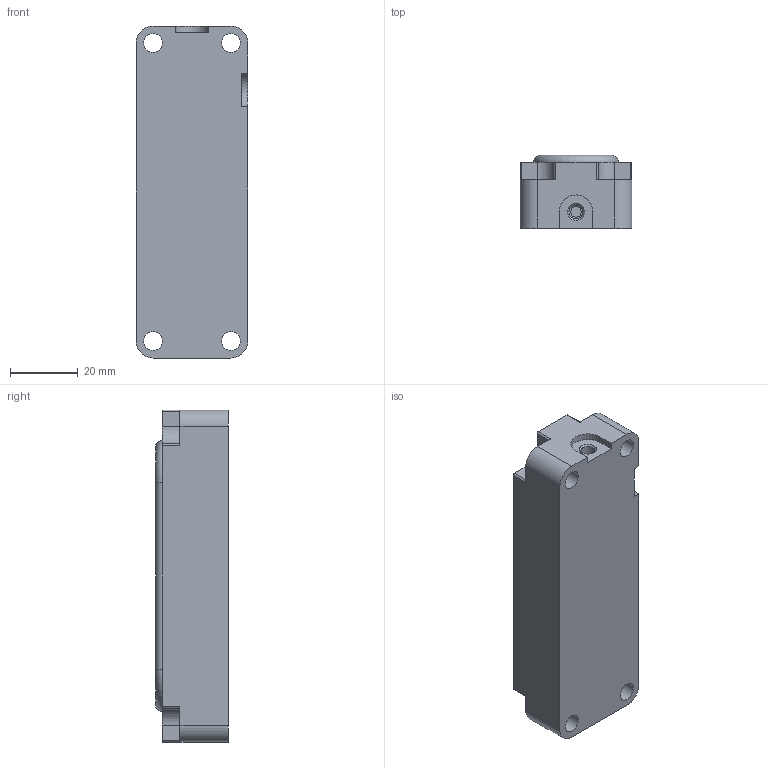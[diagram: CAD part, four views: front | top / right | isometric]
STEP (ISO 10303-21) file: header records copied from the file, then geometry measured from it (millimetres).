
FILE_DESCRIPTION(/* description */ ('STEP AP214'),/* implementation_level */ '2;1');
FILE_NAME(/* name */ '13291_EV-20_75-5',/* time_stamp */ '2024-08-23T16:35:08+02:00',/* author */ ('License CC BY-ND 4.0'),/* organization */ ('CADENAS'),/* preprocessor_version */ 'ST-DEVELOPER v19.3',/* originating_system */ 'PARTsolutions',/* authorisation */ ' ');
FILE_SCHEMA (('AUTOMOTIVE_DESIGN {1 0 10303 214 3 1 1}'));
Length unit declared in the file: millimetre
Products named in the file (4): 13291 EV-20/75-5---(0); 13291 EV-20/75-5_1; 13291 EV-20/75-5_2; 5088186 M5x5
Assembly tree (3 placements, depth 2):
  13291 EV-20/75-5---(0)
    13291 EV-20/75-5_1
    13291 EV-20/75-5_2
    5088186 M5x5
Bounding box: 33 x 21.5 x 98 mm (x, y, z)
Volume: 60101.6 mm3; surface area: 17638 mm2
Topology: 3 solids, 3 shells, 116 faces, 306 edges, 202 vertices
Faces by surface type: plane 61, cylinder 40, cone 8, torus 7
Full cylindrical faces by diameter (mm): 2.57 x1, 4 x1, 4.134 x2, 4.8 x2, 5 x2, 5.5 x4
Entity records: 4017 total; most frequent: CARTESIAN_POINT 632, DIRECTION 604, ORIENTED_EDGE 544, EDGE_CURVE 272, AXIS2_PLACEMENT_3D 227, VERTEX_POINT 192, FACE_BOUND 156, EDGE_LOOP 155
